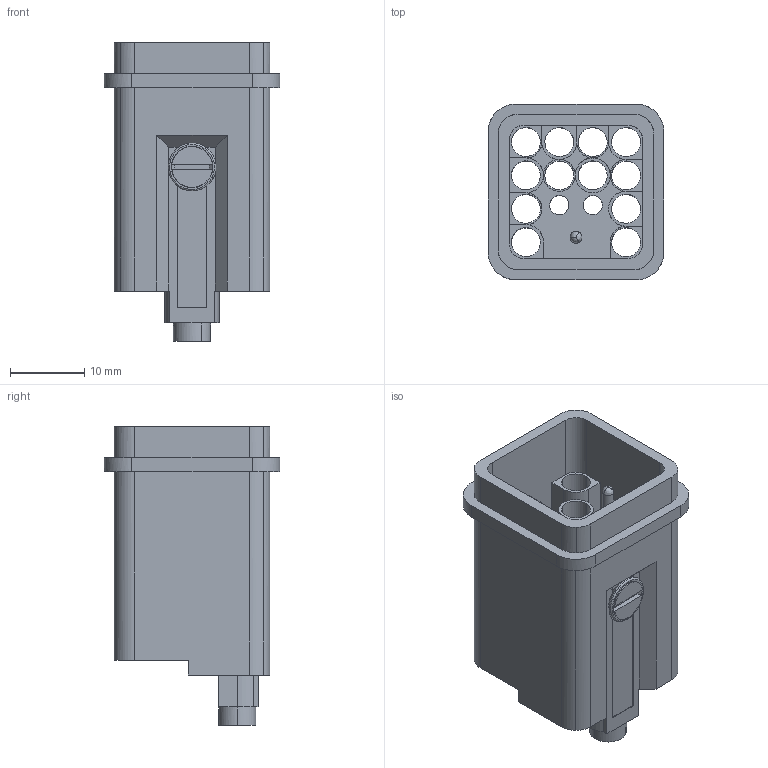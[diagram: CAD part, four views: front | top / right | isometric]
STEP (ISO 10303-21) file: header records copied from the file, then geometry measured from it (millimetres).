
FILE_DESCRIPTION(('CATIA V5 STEP Exchange','CAx-IF Rec.Pracs.--- Model Styling and Organization---1.4--- 2014-01-23'),'2;1');
FILE_NAME ('13427239_3_1993810000_1993810000 HDC HQ 12 MC.stp','2019-10-29T09:21:00+00:00',('none'),('Weidmueller'),'CATIA Version 5-6 Release 2016 SP3 HF44','CATIA V5 STEP AP214','none');
FILE_SCHEMA(('AUTOMOTIVE_DESIGN { 1 0 10303 214 1 1 1 1 }'));
Length unit declared in the file: millimetre
Products named in the file (1): 1993810000
Bounding box: 23.7 x 23.7 x 40.3 mm (x, y, z)
Volume: 7430.1 mm3; surface area: 8397.1 mm2
Topology: 1 solids, 3 shells, 237 faces, 643 edges, 412 vertices
Faces by surface type: bspline 112, plane 96, cone 12, cylinder 11, torus 6
Entity records: 8805 total; most frequent: CARTESIAN_POINT 4227, ORIENTED_EDGE 1280, EDGE_CURVE 640, DIRECTION 496, VERTEX_POINT 412, EDGE_LOOP 274, ADVANCED_FACE 237, FACE_OUTER_BOUND 237
